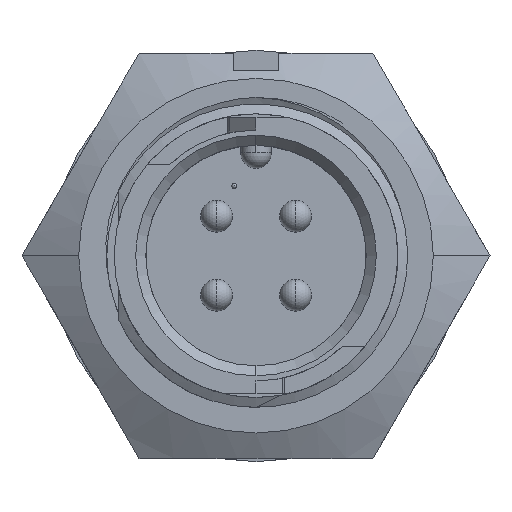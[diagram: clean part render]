
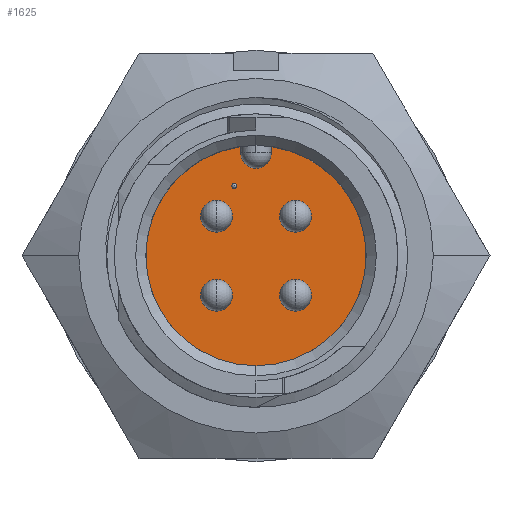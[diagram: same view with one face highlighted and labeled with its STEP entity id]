
A CAD part, top view. The second image highlights one B-rep face of the part: STEP entity #1625.
In plain terms, the highlighted planar face has unit normal (0, 0, 1).
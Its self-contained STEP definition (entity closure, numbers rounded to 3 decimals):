
#167 = CARTESIAN_POINT ( 'NONE',  ( 1.981, 1.981, -8.382 ) ) ;
#287 = FACE_BOUND ( 'NONE', #6545, .T. ) ;
#299 = CIRCLE ( 'NONE', #5050, 5.524 ) ;
#311 = DIRECTION ( 'NONE',  ( 0., -1., 0. ) ) ;
#346 = FACE_BOUND ( 'NONE', #8087, .T. ) ;
#441 = DIRECTION ( 'NONE',  ( 0., 0., 1. ) ) ;
#442 = AXIS2_PLACEMENT_3D ( 'NONE', #11106, #11165, #10208 ) ;
#538 = CARTESIAN_POINT ( 'NONE',  ( 2.775, -1.981, -8.382 ) ) ;
#606 = VERTEX_POINT ( 'NONE', #5982 ) ;
#623 = DIRECTION ( 'NONE',  ( 0., 0., 1. ) ) ;
#625 = CIRCLE ( 'NONE', #1787, 0.794 ) ;
#786 = EDGE_CURVE ( 'NONE', #3909, #7003, #625, .T. ) ;
#1040 = CIRCLE ( 'NONE', #7734, 0.794 ) ;
#1063 = VERTEX_POINT ( 'NONE', #5823 ) ;
#1066 = ORIENTED_EDGE ( 'NONE', *, *, #786, .F. ) ;
#1127 = DIRECTION ( 'NONE',  ( 0., 0., 1. ) ) ;
#1239 = ORIENTED_EDGE ( 'NONE', *, *, #9130, .F. ) ;
#1245 = DIRECTION ( 'NONE',  ( 0., 0., 1. ) ) ;
#1278 = LINE ( 'NONE', #11506, #3228 ) ;
#1294 = CARTESIAN_POINT ( 'NONE',  ( -1.092, 3.632, -8.382 ) ) ;
#1326 = AXIS2_PLACEMENT_3D ( 'NONE', #9836, #623, #6109 ) ;
#1384 = CARTESIAN_POINT ( 'NONE',  ( 2.775, 1.981, -8.382 ) ) ;
#1417 = AXIS2_PLACEMENT_3D ( 'NONE', #167, #1245, #2040 ) ;
#1441 = VERTEX_POINT ( 'NONE', #2584 ) ;
#1544 = CARTESIAN_POINT ( 'NONE',  ( -0.762, 5.143, -8.382 ) ) ;
#1625 = ADVANCED_FACE ( 'NONE', ( #3094, #346, #4926, #6605, #3979, #287 ), #10390, .F. ) ;
#1787 = AXIS2_PLACEMENT_3D ( 'NONE', #11434, #4063, #8755 ) ;
#1865 = DIRECTION ( 'NONE',  ( 0., 0., 1. ) ) ;
#1973 = ORIENTED_EDGE ( 'NONE', *, *, #9042, .F. ) ;
#2040 = DIRECTION ( 'NONE',  ( 1., 0., 0. ) ) ;
#2048 = DIRECTION ( 'NONE',  ( 0., 0., 1. ) ) ;
#2052 = ORIENTED_EDGE ( 'NONE', *, *, #5558, .F. ) ;
#2137 = CARTESIAN_POINT ( 'NONE',  ( 0., 5.143, -8.382 ) ) ;
#2220 = CARTESIAN_POINT ( 'NONE',  ( 0., 0., -8.382 ) ) ;
#2426 = DIRECTION ( 'NONE',  ( 0., 0., 1. ) ) ;
#2436 = DIRECTION ( 'NONE',  ( 0., 0., 1. ) ) ;
#2488 = CARTESIAN_POINT ( 'NONE',  ( -1.981, -1.981, -8.382 ) ) ;
#2494 = CIRCLE ( 'NONE', #1326, 0.127 ) ;
#2584 = CARTESIAN_POINT ( 'NONE',  ( 0.762, 5.472, -8.382 ) ) ;
#2646 = AXIS2_PLACEMENT_3D ( 'NONE', #4697, #1865, #7520 ) ;
#2817 = CARTESIAN_POINT ( 'NONE',  ( 1.187, -1.981, -8.382 ) ) ;
#2928 = CARTESIAN_POINT ( 'NONE',  ( -1.981, -1.981, -8.382 ) ) ;
#3022 = AXIS2_PLACEMENT_3D ( 'NONE', #2220, #10269, #3919 ) ;
#3058 = DIRECTION ( 'NONE',  ( 1., 0., 0. ) ) ;
#3067 = ORIENTED_EDGE ( 'NONE', *, *, #4344, .T. ) ;
#3087 = EDGE_CURVE ( 'NONE', #7003, #3909, #1040, .T. ) ;
#3093 = EDGE_CURVE ( 'NONE', #8441, #10639, #7532, .T. ) ;
#3094 = FACE_OUTER_BOUND ( 'NONE', #10996, .T. ) ;
#3213 = EDGE_LOOP ( 'NONE', ( #5247, #1239 ) ) ;
#3228 = VECTOR ( 'NONE', #8759, 1000. ) ;
#3330 = EDGE_CURVE ( 'NONE', #6839, #11299, #7123, .T. ) ;
#3428 = VECTOR ( 'NONE', #4780, 1000. ) ;
#3654 = CARTESIAN_POINT ( 'NONE',  ( -1.187, -1.981, -8.382 ) ) ;
#3742 = ORIENTED_EDGE ( 'NONE', *, *, #7078, .F. ) ;
#3909 = VERTEX_POINT ( 'NONE', #5445 ) ;
#3919 = DIRECTION ( 'NONE',  ( 0., 1., 0. ) ) ;
#3979 = FACE_BOUND ( 'NONE', #8487, .T. ) ;
#4063 = DIRECTION ( 'NONE',  ( 0., 0., 1. ) ) ;
#4238 = VERTEX_POINT ( 'NONE', #9292 ) ;
#4258 = CIRCLE ( 'NONE', #1417, 0.794 ) ;
#4300 = DIRECTION ( 'NONE',  ( 1., 0., 0. ) ) ;
#4344 = EDGE_CURVE ( 'NONE', #7231, #8448, #299, .T. ) ;
#4452 = CARTESIAN_POINT ( 'NONE',  ( 0.762, 5.143, -8.382 ) ) ;
#4523 = CARTESIAN_POINT ( 'NONE',  ( 0., -5.524, -8.382 ) ) ;
#4697 = CARTESIAN_POINT ( 'NONE',  ( 1.981, 1.981, -8.382 ) ) ;
#4772 = CARTESIAN_POINT ( 'NONE',  ( 1.981, -1.981, -8.382 ) ) ;
#4780 = DIRECTION ( 'NONE',  ( 0., 1., 0. ) ) ;
#4807 = ORIENTED_EDGE ( 'NONE', *, *, #5520, .T. ) ;
#4888 = DIRECTION ( 'NONE',  ( 0., 0., 1. ) ) ;
#4926 = FACE_BOUND ( 'NONE', #10041, .T. ) ;
#5050 = AXIS2_PLACEMENT_3D ( 'NONE', #9470, #4888, #311 ) ;
#5142 = DIRECTION ( 'NONE',  ( 0., 1., 0. ) ) ;
#5247 = ORIENTED_EDGE ( 'NONE', *, *, #3093, .F. ) ;
#5347 = LINE ( 'NONE', #4452, #3428 ) ;
#5445 = CARTESIAN_POINT ( 'NONE',  ( -1.187, 1.981, -8.382 ) ) ;
#5520 = EDGE_CURVE ( 'NONE', #8448, #1441, #6721, .T. ) ;
#5539 = ORIENTED_EDGE ( 'NONE', *, *, #7280, .F. ) ;
#5558 = EDGE_CURVE ( 'NONE', #10655, #606, #4258, .T. ) ;
#5588 = DIRECTION ( 'NONE',  ( 1., 0., 0. ) ) ;
#5643 = ORIENTED_EDGE ( 'NONE', *, *, #3330, .F. ) ;
#5823 = CARTESIAN_POINT ( 'NONE',  ( 0.762, 5.143, -8.382 ) ) ;
#5889 = ORIENTED_EDGE ( 'NONE', *, *, #3087, .F. ) ;
#5982 = CARTESIAN_POINT ( 'NONE',  ( 1.187, 1.981, -8.382 ) ) ;
#6109 = DIRECTION ( 'NONE',  ( 0., 1., 0. ) ) ;
#6375 = VERTEX_POINT ( 'NONE', #1294 ) ;
#6490 = CARTESIAN_POINT ( 'NONE',  ( 1.981, -1.981, -8.382 ) ) ;
#6545 = EDGE_LOOP ( 'NONE', ( #5889, #1066 ) ) ;
#6605 = FACE_BOUND ( 'NONE', #3213, .T. ) ;
#6721 = CIRCLE ( 'NONE', #442, 5.524 ) ;
#6788 = AXIS2_PLACEMENT_3D ( 'NONE', #2137, #441, #6824 ) ;
#6824 = DIRECTION ( 'NONE',  ( 1., 0., 0. ) ) ;
#6839 = VERTEX_POINT ( 'NONE', #8910 ) ;
#7003 = VERTEX_POINT ( 'NONE', #9026 ) ;
#7078 = EDGE_CURVE ( 'NONE', #1063, #1441, #5347, .T. ) ;
#7123 = CIRCLE ( 'NONE', #10344, 0.794 ) ;
#7231 = VERTEX_POINT ( 'NONE', #10611 ) ;
#7280 = EDGE_CURVE ( 'NONE', #7231, #10091, #1278, .T. ) ;
#7446 = EDGE_CURVE ( 'NONE', #6375, #4238, #2494, .T. ) ;
#7520 = DIRECTION ( 'NONE',  ( 1., 0., 0. ) ) ;
#7532 = CIRCLE ( 'NONE', #9258, 0.794 ) ;
#7539 = CARTESIAN_POINT ( 'NONE',  ( -1.981, 1.981, -8.382 ) ) ;
#7734 = AXIS2_PLACEMENT_3D ( 'NONE', #7539, #11246, #8389 ) ;
#7849 = ORIENTED_EDGE ( 'NONE', *, *, #11219, .F. ) ;
#7870 = AXIS2_PLACEMENT_3D ( 'NONE', #10612, #2436, #5142 ) ;
#7973 = ORIENTED_EDGE ( 'NONE', *, *, #9103, .F. ) ;
#8020 = ORIENTED_EDGE ( 'NONE', *, *, #9784, .F. ) ;
#8087 = EDGE_LOOP ( 'NONE', ( #11364, #7849 ) ) ;
#8389 = DIRECTION ( 'NONE',  ( 1., 0., 0. ) ) ;
#8441 = VERTEX_POINT ( 'NONE', #2817 ) ;
#8448 = VERTEX_POINT ( 'NONE', #4523 ) ;
#8487 = EDGE_LOOP ( 'NONE', ( #5643, #7973 ) ) ;
#8543 = CIRCLE ( 'NONE', #11204, 0.794 ) ;
#8734 = AXIS2_PLACEMENT_3D ( 'NONE', #6490, #1127, #5588 ) ;
#8755 = DIRECTION ( 'NONE',  ( 1., 0., 0. ) ) ;
#8759 = DIRECTION ( 'NONE',  ( 0., -1., 0. ) ) ;
#8910 = CARTESIAN_POINT ( 'NONE',  ( -2.775, -1.981, -8.382 ) ) ;
#8942 = CIRCLE ( 'NONE', #6788, 0.762 ) ;
#9026 = CARTESIAN_POINT ( 'NONE',  ( -2.775, 1.981, -8.382 ) ) ;
#9042 = EDGE_CURVE ( 'NONE', #606, #10655, #11402, .T. ) ;
#9103 = EDGE_CURVE ( 'NONE', #11299, #6839, #8543, .T. ) ;
#9105 = DIRECTION ( 'NONE',  ( 1., 0., 0. ) ) ;
#9130 = EDGE_CURVE ( 'NONE', #10639, #8441, #11017, .T. ) ;
#9258 = AXIS2_PLACEMENT_3D ( 'NONE', #4772, #10287, #3058 ) ;
#9292 = CARTESIAN_POINT ( 'NONE',  ( -1.092, 3.378, -8.382 ) ) ;
#9470 = CARTESIAN_POINT ( 'NONE',  ( 0., 0., -8.382 ) ) ;
#9784 = EDGE_CURVE ( 'NONE', #10091, #1063, #8942, .T. ) ;
#9836 = CARTESIAN_POINT ( 'NONE',  ( -1.092, 3.505, -8.382 ) ) ;
#9965 = CIRCLE ( 'NONE', #7870, 0.127 ) ;
#10041 = EDGE_LOOP ( 'NONE', ( #1973, #2052 ) ) ;
#10091 = VERTEX_POINT ( 'NONE', #1544 ) ;
#10208 = DIRECTION ( 'NONE',  ( 0., -1., 0. ) ) ;
#10269 = DIRECTION ( 'NONE',  ( 0., 0., -1. ) ) ;
#10287 = DIRECTION ( 'NONE',  ( 0., 0., 1. ) ) ;
#10344 = AXIS2_PLACEMENT_3D ( 'NONE', #2488, #2426, #4300 ) ;
#10390 = PLANE ( 'NONE',  #3022 ) ;
#10611 = CARTESIAN_POINT ( 'NONE',  ( -0.762, 5.472, -8.382 ) ) ;
#10612 = CARTESIAN_POINT ( 'NONE',  ( -1.092, 3.505, -8.382 ) ) ;
#10639 = VERTEX_POINT ( 'NONE', #538 ) ;
#10655 = VERTEX_POINT ( 'NONE', #1384 ) ;
#10996 = EDGE_LOOP ( 'NONE', ( #5539, #3067, #4807, #3742, #8020 ) ) ;
#11017 = CIRCLE ( 'NONE', #8734, 0.794 ) ;
#11106 = CARTESIAN_POINT ( 'NONE',  ( 0., 0., -8.382 ) ) ;
#11165 = DIRECTION ( 'NONE',  ( 0., 0., 1. ) ) ;
#11204 = AXIS2_PLACEMENT_3D ( 'NONE', #2928, #2048, #9105 ) ;
#11219 = EDGE_CURVE ( 'NONE', #4238, #6375, #9965, .T. ) ;
#11246 = DIRECTION ( 'NONE',  ( 0., 0., 1. ) ) ;
#11299 = VERTEX_POINT ( 'NONE', #3654 ) ;
#11364 = ORIENTED_EDGE ( 'NONE', *, *, #7446, .F. ) ;
#11402 = CIRCLE ( 'NONE', #2646, 0.794 ) ;
#11434 = CARTESIAN_POINT ( 'NONE',  ( -1.981, 1.981, -8.382 ) ) ;
#11506 = CARTESIAN_POINT ( 'NONE',  ( -0.762, 5.472, -8.382 ) ) ;
